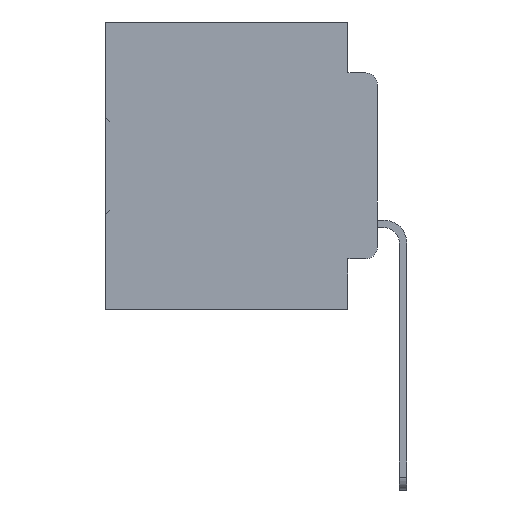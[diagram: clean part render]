
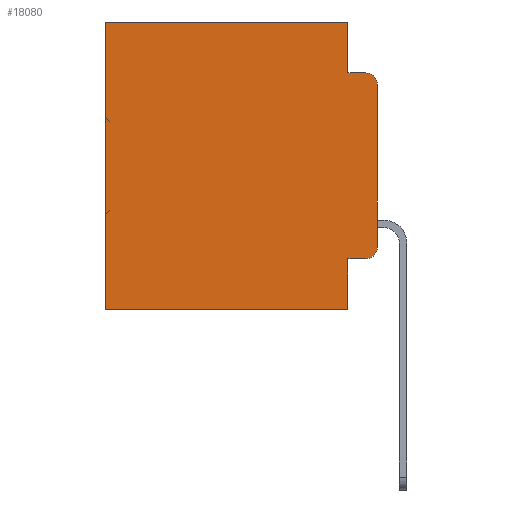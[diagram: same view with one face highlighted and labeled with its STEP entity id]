
A CAD part, left-side view. The second image highlights one B-rep face of the part: STEP entity #18080.
In plain terms, the highlighted planar face has unit normal (-1, 0, 0).
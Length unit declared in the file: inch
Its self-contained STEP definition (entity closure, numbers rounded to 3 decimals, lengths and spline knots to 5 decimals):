
#329 = ORIENTED_EDGE ( 'NONE', *, *, #20063, .F. ) ;
#392 = VERTEX_POINT ( 'NONE', #33936 ) ;
#431 = CARTESIAN_POINT ( 'NONE',  ( 0.298, 0.02, -0.4115 ) ) ;
#1000 = DIRECTION ( 'NONE',  ( 0., 0., -1. ) ) ;
#1391 = ORIENTED_EDGE ( 'NONE', *, *, #32448, .F. ) ;
#1527 = CARTESIAN_POINT ( 'NONE',  ( 0.298, 0., 0. ) ) ;
#1540 = LINE ( 'NONE', #1527, #29750 ) ;
#1593 = DIRECTION ( 'NONE',  ( 0., 0., -1. ) ) ;
#2493 = CARTESIAN_POINT ( 'NONE',  ( 0.298, 0.473, -0.5 ) ) ;
#2609 = CARTESIAN_POINT ( 'NONE',  ( 0.298, 0.02, -0.3915 ) ) ;
#2690 = AXIS2_PLACEMENT_3D ( 'NONE', #6556, #26079, #9462 ) ;
#3079 = EDGE_CURVE ( 'NONE', #27100, #4780, #28786, .T. ) ;
#3217 = ORIENTED_EDGE ( 'NONE', *, *, #6259, .F. ) ;
#3978 = DIRECTION ( 'NONE',  ( 0., 1., 0. ) ) ;
#4619 = PLANE ( 'NONE',  #5628 ) ;
#4780 = VERTEX_POINT ( 'NONE', #431 ) ;
#5039 = ORIENTED_EDGE ( 'NONE', *, *, #17530, .F. ) ;
#5516 = DIRECTION ( 'NONE',  ( 0., 0., -1. ) ) ;
#5628 = AXIS2_PLACEMENT_3D ( 'NONE', #7573, #18626, #29876 ) ;
#6259 = EDGE_CURVE ( 'NONE', #392, #14964, #11163, .T. ) ;
#6556 = CARTESIAN_POINT ( 'NONE',  ( 0.298, 0.02, -0.1085 ) ) ;
#6793 = VECTOR ( 'NONE', #12050, 39.37008 ) ;
#7110 = ORIENTED_EDGE ( 'NONE', *, *, #19421, .T. ) ;
#7318 = VERTEX_POINT ( 'NONE', #7421 ) ;
#7421 = CARTESIAN_POINT ( 'NONE',  ( 0.298, 0.051, -0.5 ) ) ;
#7573 = CARTESIAN_POINT ( 'NONE',  ( 0.298, 0., 0. ) ) ;
#7581 = EDGE_LOOP ( 'NONE', ( #1391, #9279, #5039, #3217, #7110, #36023, #16528, #329, #14609, #19448 ) ) ;
#8491 = VECTOR ( 'NONE', #1593, 39.37008 ) ;
#9188 = CARTESIAN_POINT ( 'NONE',  ( 0.298, 0., -0.3915 ) ) ;
#9279 = ORIENTED_EDGE ( 'NONE', *, *, #26887, .T. ) ;
#9462 = DIRECTION ( 'NONE',  ( 0., 0., -1. ) ) ;
#10208 = CIRCLE ( 'NONE', #18273, 0.02 ) ;
#10506 = DIRECTION ( 'NONE',  ( 0., 0., -1. ) ) ;
#11163 = LINE ( 'NONE', #12495, #24160 ) ;
#12050 = DIRECTION ( 'NONE',  ( 0., 1., 0. ) ) ;
#12495 = CARTESIAN_POINT ( 'NONE',  ( 0.298, 0.051, 0. ) ) ;
#12625 = CARTESIAN_POINT ( 'NONE',  ( 0.298, 0.051, -0.4115 ) ) ;
#14282 = LINE ( 'NONE', #28820, #6793 ) ;
#14534 = VERTEX_POINT ( 'NONE', #25835 ) ;
#14609 = ORIENTED_EDGE ( 'NONE', *, *, #3079, .T. ) ;
#14764 = VECTOR ( 'NONE', #16280, 39.37008 ) ;
#14964 = VERTEX_POINT ( 'NONE', #30464 ) ;
#15438 = CARTESIAN_POINT ( 'NONE',  ( 0.298, 0.473, 0. ) ) ;
#16280 = DIRECTION ( 'NONE',  ( 0., -1., 0. ) ) ;
#16528 = ORIENTED_EDGE ( 'NONE', *, *, #29518, .F. ) ;
#17530 = EDGE_CURVE ( 'NONE', #14964, #14534, #21595, .T. ) ;
#17825 = LINE ( 'NONE', #27137, #32634 ) ;
#18080 = ADVANCED_FACE ( 'NONE', ( #21012 ), #4619, .F. ) ;
#18273 = AXIS2_PLACEMENT_3D ( 'NONE', #2609, #22287, #5516 ) ;
#18449 = CARTESIAN_POINT ( 'NONE',  ( 0.298, 0.473, 0. ) ) ;
#18614 = DIRECTION ( 'NONE',  ( 0., 0., -1. ) ) ;
#18626 = DIRECTION ( 'NONE',  ( 1., 0., 0. ) ) ;
#19104 = VERTEX_POINT ( 'NONE', #2493 ) ;
#19421 = EDGE_CURVE ( 'NONE', #392, #27863, #25712, .T. ) ;
#19448 = ORIENTED_EDGE ( 'NONE', *, *, #31991, .T. ) ;
#20063 = EDGE_CURVE ( 'NONE', #27100, #7318, #17825, .T. ) ;
#21012 = FACE_OUTER_BOUND ( 'NONE', #7581, .T. ) ;
#21417 = CARTESIAN_POINT ( 'NONE',  ( 0.298, 0.051, -0.4115 ) ) ;
#21595 = LINE ( 'NONE', #32904, #14764 ) ;
#22194 = VECTOR ( 'NONE', #32024, 39.37008 ) ;
#22287 = DIRECTION ( 'NONE',  ( -1., 0., 0. ) ) ;
#22911 = VERTEX_POINT ( 'NONE', #9188 ) ;
#23649 = CARTESIAN_POINT ( 'NONE',  ( 0.298, 0., -0.1085 ) ) ;
#23828 = EDGE_CURVE ( 'NONE', #27863, #19104, #30689, .T. ) ;
#24160 = VECTOR ( 'NONE', #1000, 39.37008 ) ;
#24379 = VERTEX_POINT ( 'NONE', #23649 ) ;
#25712 = LINE ( 'NONE', #26453, #33107 ) ;
#25835 = CARTESIAN_POINT ( 'NONE',  ( 0.298, 0.02, -0.0885 ) ) ;
#26079 = DIRECTION ( 'NONE',  ( -1., 0., 0. ) ) ;
#26453 = CARTESIAN_POINT ( 'NONE',  ( 0.298, 0., 0. ) ) ;
#26887 = EDGE_CURVE ( 'NONE', #24379, #14534, #28788, .T. ) ;
#27100 = VERTEX_POINT ( 'NONE', #21417 ) ;
#27137 = CARTESIAN_POINT ( 'NONE',  ( 0.298, 0.051, 0. ) ) ;
#27863 = VERTEX_POINT ( 'NONE', #15438 ) ;
#28786 = LINE ( 'NONE', #12625, #22194 ) ;
#28788 = CIRCLE ( 'NONE', #2690, 0.02 ) ;
#28820 = CARTESIAN_POINT ( 'NONE',  ( 0.298, 0., -0.5 ) ) ;
#29518 = EDGE_CURVE ( 'NONE', #7318, #19104, #14282, .T. ) ;
#29750 = VECTOR ( 'NONE', #18614, 39.37008 ) ;
#29876 = DIRECTION ( 'NONE',  ( 0., 0., -1. ) ) ;
#30464 = CARTESIAN_POINT ( 'NONE',  ( 0.298, 0.051, -0.0885 ) ) ;
#30689 = LINE ( 'NONE', #18449, #8491 ) ;
#31991 = EDGE_CURVE ( 'NONE', #4780, #22911, #10208, .T. ) ;
#32024 = DIRECTION ( 'NONE',  ( 0., -1., 0. ) ) ;
#32448 = EDGE_CURVE ( 'NONE', #24379, #22911, #1540, .T. ) ;
#32634 = VECTOR ( 'NONE', #10506, 39.37008 ) ;
#32904 = CARTESIAN_POINT ( 'NONE',  ( 0.298, 0.051, -0.0885 ) ) ;
#33107 = VECTOR ( 'NONE', #3978, 39.37008 ) ;
#33936 = CARTESIAN_POINT ( 'NONE',  ( 0.298, 0.051, 0. ) ) ;
#36023 = ORIENTED_EDGE ( 'NONE', *, *, #23828, .T. ) ;
